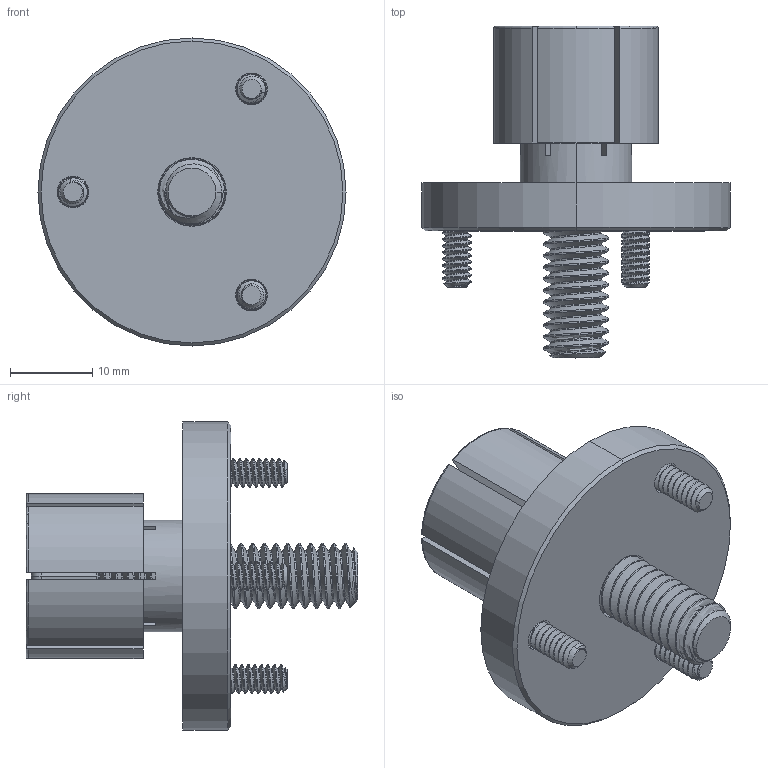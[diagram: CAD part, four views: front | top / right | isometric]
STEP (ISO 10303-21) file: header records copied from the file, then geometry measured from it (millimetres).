
FILE_DESCRIPTION (( 'STEP AP214' ), '1' );
FILE_NAME ('31150DD for Step as Part.STEP', '2022-03-11T20:25:02', ( '' ), ( '' ), 'SwSTEP 2.0', 'SolidWorks 2021', '' );
FILE_SCHEMA (( 'AUTOMOTIVE_DESIGN' ));
Length unit declared in the file: inch
Products named in the file (1): 31150DD for Step as Part
Bounding box: 37.47 x 40.35 x 37.47 mm (x, y, z)
Volume: 11308.5 mm3; surface area: 8364.5 mm2
Topology: 5 solids, 5 shells, 458 faces, 1235 edges, 795 vertices
Faces by surface type: cylinder 279, plane 78, cone 71, torus 22, bspline 8
Entity records: 27639 total; most frequent: CARTESIAN_POINT 11564, ORIENTED_EDGE 2470, DIRECTION 1787, EDGE_CURVE 1235, VERTEX_POINT 795, AXIS2_PLACEMENT_3D 673, EDGE_LOOP 474, DIMENSIONAL_EXPONENTS 465
